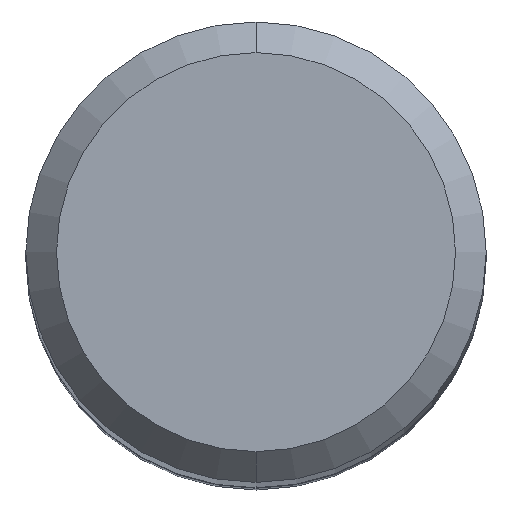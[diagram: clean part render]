
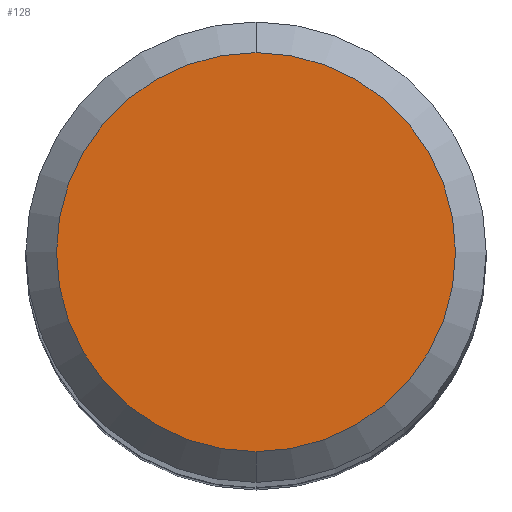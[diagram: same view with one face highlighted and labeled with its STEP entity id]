
A CAD part, top view. The second image highlights one B-rep face of the part: STEP entity #128.
In plain terms, the highlighted planar face has unit normal (0, 0, 1).
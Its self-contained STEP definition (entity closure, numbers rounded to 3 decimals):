
#128=ADVANCED_FACE('',(#317),#318,.T.);
#146=VERTEX_POINT('',#338);
#196=VERTEX_POINT('',#395);
#228=EDGE_CURVE('',#146,#196,#430,.T.);
#254=EDGE_CURVE('',#196,#146,#458,.T.);
#317=FACE_OUTER_BOUND('',#525,.T.);
#318=PLANE('',#526);
#338=CARTESIAN_POINT('',(0.0,2.6,0.01));
#395=CARTESIAN_POINT('',(0.,-2.6,0.01));
#430=CIRCLE('',#667,2.6);
#458=CIRCLE('',#708,2.6);
#525=EDGE_LOOP('',(#768,#769));
#526=AXIS2_PLACEMENT_3D('',#770,#771,#772);
#667=AXIS2_PLACEMENT_3D('',#898,#899,#900);
#708=AXIS2_PLACEMENT_3D('',#933,#934,#935);
#768=ORIENTED_EDGE('',*,*,#228,.F.);
#769=ORIENTED_EDGE('',*,*,#254,.F.);
#770=CARTESIAN_POINT('',(0.0,1.3,0.01));
#771=DIRECTION('',(-0.0,0.0,1.0));
#772=DIRECTION('',(0.0,-1.0,0.0));
#898=CARTESIAN_POINT('',(0.0,0.0,0.01));
#899=DIRECTION('',(0.0,0.0,-1.0));
#900=DIRECTION('',(0.0,1.0,0.0));
#933=CARTESIAN_POINT('',(0.0,0.0,0.01));
#934=DIRECTION('',(0.0,0.0,-1.0));
#935=DIRECTION('',(0.0,1.0,0.0));
